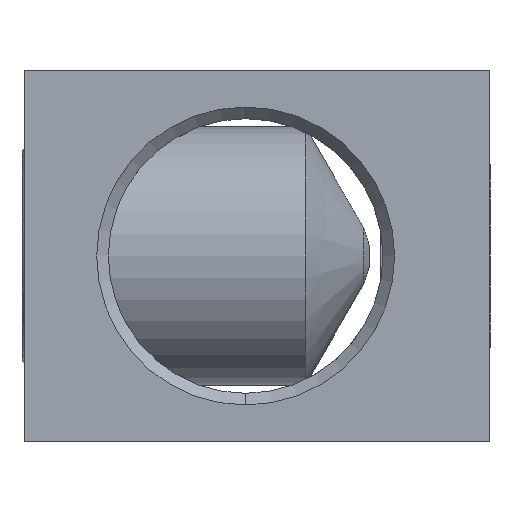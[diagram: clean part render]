
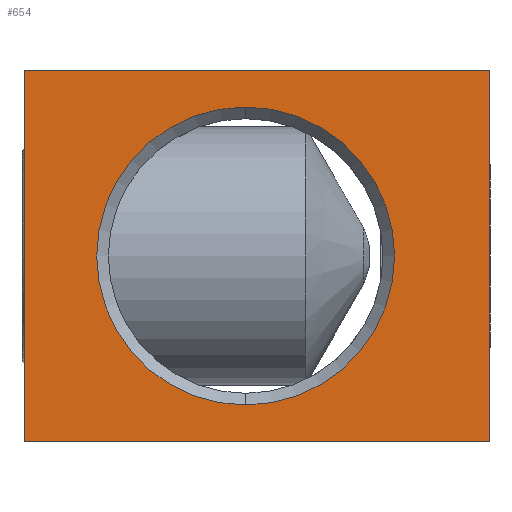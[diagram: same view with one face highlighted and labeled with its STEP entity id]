
A CAD part, left-side view. The second image highlights one B-rep face of the part: STEP entity #654.
In plain terms, the highlighted planar face has unit normal (-1, 0, 0).
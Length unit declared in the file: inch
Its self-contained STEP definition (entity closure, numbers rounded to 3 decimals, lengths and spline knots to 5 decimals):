
#5 = EDGE_CURVE ( 'NONE', #750, #1441, #1407, .T. ) ;
#130 = DIRECTION ( 'NONE',  ( -1., 0., 0. ) ) ;
#169 = CARTESIAN_POINT ( 'NONE',  ( 0., 0., -0.31299 ) ) ;
#202 = AXIS2_PLACEMENT_3D ( 'NONE', #1732, #1064, #1478 ) ;
#276 = FACE_OUTER_BOUND ( 'NONE', #1201, .T. ) ;
#314 = CARTESIAN_POINT ( 'NONE',  ( 0., 0.7874, 0.31299 ) ) ;
#326 = LINE ( 'NONE', #169, #603 ) ;
#396 = VERTEX_POINT ( 'NONE', #684 ) ;
#414 = ORIENTED_EDGE ( 'NONE', *, *, #1190, .F. ) ;
#433 = CIRCLE ( 'NONE', #1612, 0.25197 ) ;
#436 = CARTESIAN_POINT ( 'NONE',  ( 0., 0.7874, -0.31299 ) ) ;
#454 = CARTESIAN_POINT ( 'NONE',  ( 0., 0., -0.31299 ) ) ;
#475 = DIRECTION ( 'NONE',  ( 0., 1., 0. ) ) ;
#485 = CARTESIAN_POINT ( 'NONE',  ( 0., 0.41339, -0.25197 ) ) ;
#491 = ORIENTED_EDGE ( 'NONE', *, *, #944, .F. ) ;
#603 = VECTOR ( 'NONE', #856, 39.37008 ) ;
#636 = CARTESIAN_POINT ( 'NONE',  ( 0., 0., 0.31299 ) ) ;
#654 = ADVANCED_FACE ( 'NONE', ( #276, #1331 ), #1196, .F. ) ;
#684 = CARTESIAN_POINT ( 'NONE',  ( 0., 0.41339, 0.25197 ) ) ;
#703 = VERTEX_POINT ( 'NONE', #454 ) ;
#738 = ORIENTED_EDGE ( 'NONE', *, *, #1502, .F. ) ;
#750 = VERTEX_POINT ( 'NONE', #1634 ) ;
#856 = DIRECTION ( 'NONE',  ( 0., 1., 0. ) ) ;
#944 = EDGE_CURVE ( 'NONE', #396, #1735, #1188, .T. ) ;
#996 = DIRECTION ( 'NONE',  ( 0., 0., 1. ) ) ;
#1008 = LINE ( 'NONE', #314, #1129 ) ;
#1017 = VECTOR ( 'NONE', #996, 39.37008 ) ;
#1054 = DIRECTION ( 'NONE',  ( 0., 0., 1. ) ) ;
#1064 = DIRECTION ( 'NONE',  ( 1., 0., 0. ) ) ;
#1129 = VECTOR ( 'NONE', #1248, 39.37008 ) ;
#1188 = CIRCLE ( 'NONE', #1525, 0.25197 ) ;
#1190 = EDGE_CURVE ( 'NONE', #703, #1553, #326, .T. ) ;
#1196 = PLANE ( 'NONE',  #202 ) ;
#1201 = EDGE_LOOP ( 'NONE', ( #1235, #1500, #1666, #414 ) ) ;
#1235 = ORIENTED_EDGE ( 'NONE', *, *, #1245, .T. ) ;
#1242 = VECTOR ( 'NONE', #475, 39.37008 ) ;
#1245 = EDGE_CURVE ( 'NONE', #703, #750, #1426, .T. ) ;
#1248 = DIRECTION ( 'NONE',  ( 0., 0., 1. ) ) ;
#1319 = DIRECTION ( 'NONE',  ( -1., 0., 0. ) ) ;
#1331 = FACE_BOUND ( 'NONE', #1452, .T. ) ;
#1337 = CARTESIAN_POINT ( 'NONE',  ( 0., 0.7874, 0.31299 ) ) ;
#1376 = CARTESIAN_POINT ( 'NONE',  ( 0., 0., 0.31299 ) ) ;
#1407 = LINE ( 'NONE', #1376, #1242 ) ;
#1426 = LINE ( 'NONE', #636, #1017 ) ;
#1441 = VERTEX_POINT ( 'NONE', #1337 ) ;
#1452 = EDGE_LOOP ( 'NONE', ( #491, #738 ) ) ;
#1461 = DIRECTION ( 'NONE',  ( 0., 0., 1. ) ) ;
#1475 = CARTESIAN_POINT ( 'NONE',  ( 0., 0.41339, 0. ) ) ;
#1478 = DIRECTION ( 'NONE',  ( 0., 1., 0. ) ) ;
#1500 = ORIENTED_EDGE ( 'NONE', *, *, #5, .T. ) ;
#1502 = EDGE_CURVE ( 'NONE', #1735, #396, #433, .T. ) ;
#1525 = AXIS2_PLACEMENT_3D ( 'NONE', #1721, #1319, #1054 ) ;
#1553 = VERTEX_POINT ( 'NONE', #436 ) ;
#1599 = EDGE_CURVE ( 'NONE', #1553, #1441, #1008, .T. ) ;
#1612 = AXIS2_PLACEMENT_3D ( 'NONE', #1475, #130, #1461 ) ;
#1634 = CARTESIAN_POINT ( 'NONE',  ( 0., 0., 0.31299 ) ) ;
#1666 = ORIENTED_EDGE ( 'NONE', *, *, #1599, .F. ) ;
#1721 = CARTESIAN_POINT ( 'NONE',  ( 0., 0.41339, 0. ) ) ;
#1732 = CARTESIAN_POINT ( 'NONE',  ( 0., 0., 0.31299 ) ) ;
#1735 = VERTEX_POINT ( 'NONE', #485 ) ;
